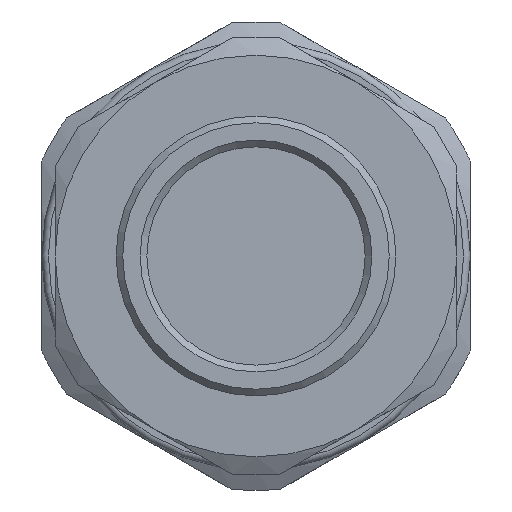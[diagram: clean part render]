
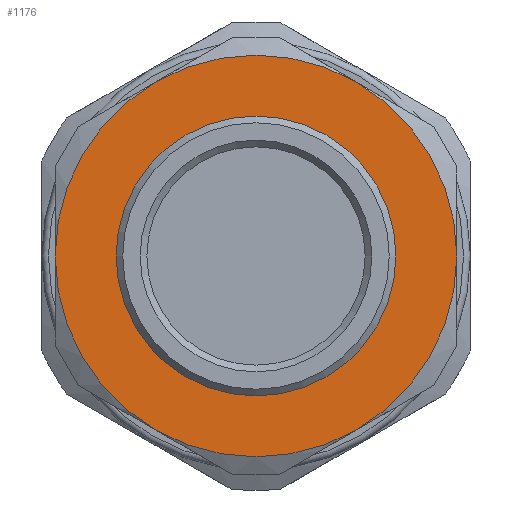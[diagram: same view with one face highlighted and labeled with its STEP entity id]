
A CAD part, front view. The second image highlights one B-rep face of the part: STEP entity #1176.
In plain terms, the highlighted planar face has unit normal (0, -1, 0).
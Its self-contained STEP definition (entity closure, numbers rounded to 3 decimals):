
#15=FACE_BOUND('',#390,.T.);
#318=FACE_OUTER_BOUND('',#389,.T.);
#389=EDGE_LOOP('',(#903,#904,#905,#906,#907,#908));
#390=EDGE_LOOP('',(#909));
#444=CIRCLE('',#1267,15.);
#445=CIRCLE('',#1269,15.);
#446=CIRCLE('',#1271,15.);
#447=CIRCLE('',#1273,15.);
#448=CIRCLE('',#1275,15.);
#449=CIRCLE('',#1277,15.);
#452=CIRCLE('',#1288,9.95);
#504=VERTEX_POINT('',#1707);
#510=VERTEX_POINT('',#1736);
#515=VERTEX_POINT('',#1763);
#520=VERTEX_POINT('',#1790);
#525=VERTEX_POINT('',#1817);
#530=VERTEX_POINT('',#1844);
#535=VERTEX_POINT('',#1892);
#660=EDGE_CURVE('',#525,#520,#444,.T.);
#661=EDGE_CURVE('',#530,#525,#445,.T.);
#662=EDGE_CURVE('',#504,#530,#446,.T.);
#663=EDGE_CURVE('',#510,#504,#447,.T.);
#664=EDGE_CURVE('',#515,#510,#448,.T.);
#665=EDGE_CURVE('',#520,#515,#449,.T.);
#669=EDGE_CURVE('',#535,#535,#452,.T.);
#903=ORIENTED_EDGE('',*,*,#660,.F.);
#904=ORIENTED_EDGE('',*,*,#661,.F.);
#905=ORIENTED_EDGE('',*,*,#662,.F.);
#906=ORIENTED_EDGE('',*,*,#663,.F.);
#907=ORIENTED_EDGE('',*,*,#664,.F.);
#908=ORIENTED_EDGE('',*,*,#665,.F.);
#909=ORIENTED_EDGE('',*,*,#669,.T.);
#1130=PLANE('',#1289);
#1176=ADVANCED_FACE('',(#318,#15),#1130,.T.);
#1267=AXIS2_PLACEMENT_3D('',#1868,#1440,#1441);
#1269=AXIS2_PLACEMENT_3D('',#1870,#1444,#1445);
#1271=AXIS2_PLACEMENT_3D('',#1872,#1448,#1449);
#1273=AXIS2_PLACEMENT_3D('',#1874,#1452,#1453);
#1275=AXIS2_PLACEMENT_3D('',#1876,#1456,#1457);
#1277=AXIS2_PLACEMENT_3D('',#1878,#1460,#1461);
#1288=AXIS2_PLACEMENT_3D('',#1893,#1483,#1484);
#1289=AXIS2_PLACEMENT_3D('',#1895,#1486,#1487);
#1440=DIRECTION('center_axis',(0.,1.,0.));
#1441=DIRECTION('ref_axis',(-1.,0.,0.));
#1444=DIRECTION('center_axis',(0.,1.,0.));
#1445=DIRECTION('ref_axis',(-1.,0.,0.));
#1448=DIRECTION('center_axis',(0.,1.,0.));
#1449=DIRECTION('ref_axis',(-1.,0.,0.));
#1452=DIRECTION('center_axis',(0.,1.,0.));
#1453=DIRECTION('ref_axis',(-1.,0.,0.));
#1456=DIRECTION('center_axis',(0.,1.,0.));
#1457=DIRECTION('ref_axis',(-1.,0.,0.));
#1460=DIRECTION('center_axis',(0.,1.,0.));
#1461=DIRECTION('ref_axis',(-1.,0.,0.));
#1483=DIRECTION('center_axis',(0.,1.,0.));
#1484=DIRECTION('ref_axis',(-1.,0.,0.));
#1486=DIRECTION('center_axis',(0.,-1.,0.));
#1487=DIRECTION('ref_axis',(0.,0.,
-1.));
#1707=CARTESIAN_POINT('',(179.251,59.859,110.131));
#1736=CARTESIAN_POINT('',(186.751,59.859,123.121));
#1763=CARTESIAN_POINT('',(179.251,59.859,136.112));
#1790=CARTESIAN_POINT('',(164.251,59.859,136.112));
#1817=CARTESIAN_POINT('',(156.751,59.859,123.121));
#1844=CARTESIAN_POINT('',(164.251,59.859,110.131));
#1868=CARTESIAN_POINT('Origin',(171.751,59.859,123.121));
#1870=CARTESIAN_POINT('Origin',(171.751,59.859,123.121));
#1872=CARTESIAN_POINT('Origin',(171.751,59.859,123.121));
#1874=CARTESIAN_POINT('Origin',(171.751,59.859,123.121));
#1876=CARTESIAN_POINT('Origin',(171.751,59.859,123.121));
#1878=CARTESIAN_POINT('Origin',(171.751,59.859,123.121));
#1892=CARTESIAN_POINT('',(181.701,59.859,123.121));
#1893=CARTESIAN_POINT('Origin',(171.751,59.859,123.121));
#1895=CARTESIAN_POINT('Origin',(158.776,59.859,123.121));
